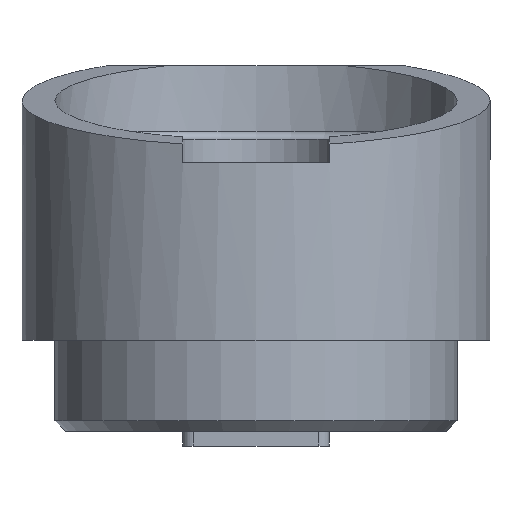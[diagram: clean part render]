
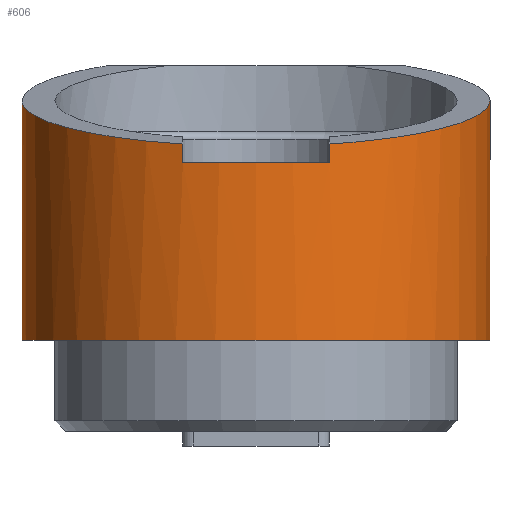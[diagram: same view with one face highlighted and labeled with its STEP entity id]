
A CAD part, left-side view. The second image highlights one B-rep face of the part: STEP entity #606.
In plain terms, the highlighted cylindrical face has radius 6.4 mm (diameter 12.8 mm), a partial arc.
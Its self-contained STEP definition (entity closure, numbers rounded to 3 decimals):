
#15 = CARTESIAN_POINT ( 'NONE',  ( 2.5, 0., 0. ) ) ;
#18 = DIRECTION ( 'NONE',  ( -1., 0., 0. ) ) ;
#19 = DIRECTION ( 'NONE',  ( 0., 0., 1. ) ) ;
#22 = CARTESIAN_POINT ( 'NONE',  ( -34.066, 0., 6.4 ) ) ;
#24 = CARTESIAN_POINT ( 'NONE',  ( 7.35, 6.079, -2. ) ) ;
#85 = CARTESIAN_POINT ( 'NONE',  ( 7.35, 0., 0. ) ) ;
#88 = DIRECTION ( 'NONE',  ( -1., 0., 0. ) ) ;
#95 = DIRECTION ( 'NONE',  ( 0., 0., 1. ) ) ;
#118 = CARTESIAN_POINT ( 'NONE',  ( 9.044, 0., 6.4 ) ) ;
#119 = CARTESIAN_POINT ( 'NONE',  ( -34.066, 6.079, 2. ) ) ;
#121 = DIRECTION ( 'NONE',  ( -1., 0., 0. ) ) ;
#187 = VECTOR ( 'NONE', #1115, 1000. ) ;
#191 = LINE ( 'NONE', #1114, #187 ) ;
#203 =( BOUNDED_CURVE ( )  B_SPLINE_CURVE ( 3, ( #1083, #980, #1020, #968 ),
 .UNSPECIFIED., .F., .F. ) 
 B_SPLINE_CURVE_WITH_KNOTS ( ( 4, 4 ),
 ( 0.318, 1.571 ),
 .UNSPECIFIED. ) 
 CURVE ( )  GEOMETRIC_REPRESENTATION_ITEM ( )  RATIONAL_B_SPLINE_CURVE ( ( 1., 0.873, 0.873, 1. ) ) 
 REPRESENTATION_ITEM ( '' )  );
#229 = CARTESIAN_POINT ( 'NONE',  ( 9.044, 0., 6.4 ) ) ;
#260 = CARTESIAN_POINT ( 'NONE',  ( 2.5, 0., -6.4 ) ) ;
#266 = CARTESIAN_POINT ( 'NONE',  ( 8.487, 2.864, 6.4 ) ) ;
#277 = DIRECTION ( 'NONE',  ( -1., 0., 0. ) ) ;
#313 = CARTESIAN_POINT ( 'NONE',  ( 8.036, 5.184, 4.721 ) ) ;
#315 = CARTESIAN_POINT ( 'NONE',  ( 7.862, 6.079, 2. ) ) ;
#328 =( BOUNDED_CURVE ( )  B_SPLINE_CURVE ( 3, ( #229, #266, #313, #315 ),
 .UNSPECIFIED., .F., .F. ) 
 B_SPLINE_CURVE_WITH_KNOTS ( ( 4, 4 ),
 ( 4.712, 5.965 ),
 .UNSPECIFIED. ) 
 CURVE ( )  GEOMETRIC_REPRESENTATION_ITEM ( )  RATIONAL_B_SPLINE_CURVE ( ( 1., 0.873, 0.873, 1. ) ) 
 REPRESENTATION_ITEM ( '' )  );
#407 = DIRECTION ( 'NONE',  ( -1., 0., 0. ) ) ;
#410 = VECTOR ( 'NONE', #121, 1000. ) ;
#411 = LINE ( 'NONE', #119, #410 ) ;
#423 = VECTOR ( 'NONE', #407, 1000. ) ;
#424 = CIRCLE ( 'NONE', #484, 6.4 ) ;
#426 = LINE ( 'NONE', #22, #423 ) ;
#434 = CYLINDRICAL_SURFACE ( 'NONE', #520, 6.4 ) ;
#440 = FACE_OUTER_BOUND ( 'NONE', #517, .T. ) ;
#454 = VECTOR ( 'NONE', #277, 1000. ) ;
#456 = CIRCLE ( 'NONE', #526, 6.4 ) ;
#468 = LINE ( 'NONE', #1039, #454 ) ;
#480 = EDGE_CURVE ( 'NONE', #513, #524, #468, .T. ) ;
#484 = AXIS2_PLACEMENT_3D ( 'NONE', #85, #88, #95 ) ;
#505 = CARTESIAN_POINT ( 'NONE',  ( 7.862, 6.079, -2. ) ) ;
#513 = VERTEX_POINT ( 'NONE', #534 ) ;
#517 = EDGE_LOOP ( 'NONE', ( #1040, #1038, #1036, #1041, #1030, #1032, #1028, #1029 ) ) ;
#520 = AXIS2_PLACEMENT_3D ( 'NONE', #1093, #979, #1090 ) ;
#524 = VERTEX_POINT ( 'NONE', #260 ) ;
#526 = AXIS2_PLACEMENT_3D ( 'NONE', #15, #18, #19 ) ;
#532 = CARTESIAN_POINT ( 'NONE',  ( 2.5, 0., 6.4 ) ) ;
#534 = CARTESIAN_POINT ( 'NONE',  ( 9.044, 0., -6.4 ) ) ;
#599 = VERTEX_POINT ( 'NONE', #954 ) ;
#606 = ADVANCED_FACE ( 'NONE', ( #440 ), #434, .T. ) ;
#619 = EDGE_CURVE ( 'NONE', #810, #513, #203, .T. ) ;
#623 = EDGE_CURVE ( 'NONE', #804, #524, #456, .T. ) ;
#640 = EDGE_CURVE ( 'NONE', #1013, #804, #426, .T. ) ;
#641 = VERTEX_POINT ( 'NONE', #24 ) ;
#651 = EDGE_CURVE ( 'NONE', #955, #641, #424, .T. ) ;
#668 = EDGE_CURVE ( 'NONE', #599, #955, #411, .T. ) ;
#727 = EDGE_CURVE ( 'NONE', #1013, #599, #328, .T. ) ;
#804 = VERTEX_POINT ( 'NONE', #532 ) ;
#810 = VERTEX_POINT ( 'NONE', #505 ) ;
#954 = CARTESIAN_POINT ( 'NONE',  ( 7.862, 6.079, 2. ) ) ;
#955 = VERTEX_POINT ( 'NONE', #1077 ) ;
#961 = EDGE_CURVE ( 'NONE', #641, #810, #191, .T. ) ;
#968 = CARTESIAN_POINT ( 'NONE',  ( 9.044, 0., -6.4 ) ) ;
#979 = DIRECTION ( 'NONE',  ( -1., 0., 0. ) ) ;
#980 = CARTESIAN_POINT ( 'NONE',  ( 8.036, 5.184, -4.721 ) ) ;
#1013 = VERTEX_POINT ( 'NONE', #118 ) ;
#1020 = CARTESIAN_POINT ( 'NONE',  ( 8.487, 2.864, -6.4 ) ) ;
#1028 = ORIENTED_EDGE ( 'NONE', *, *, #651, .T. ) ;
#1029 = ORIENTED_EDGE ( 'NONE', *, *, #961, .T. ) ;
#1030 = ORIENTED_EDGE ( 'NONE', *, *, #727, .T. ) ;
#1032 = ORIENTED_EDGE ( 'NONE', *, *, #668, .T. ) ;
#1036 = ORIENTED_EDGE ( 'NONE', *, *, #623, .F. ) ;
#1038 = ORIENTED_EDGE ( 'NONE', *, *, #480, .T. ) ;
#1039 = CARTESIAN_POINT ( 'NONE',  ( -34.066, 0., -6.4 ) ) ;
#1040 = ORIENTED_EDGE ( 'NONE', *, *, #619, .T. ) ;
#1041 = ORIENTED_EDGE ( 'NONE', *, *, #640, .F. ) ;
#1077 = CARTESIAN_POINT ( 'NONE',  ( 7.35, 6.079, 2. ) ) ;
#1083 = CARTESIAN_POINT ( 'NONE',  ( 7.862, 6.079, -2. ) ) ;
#1090 = DIRECTION ( 'NONE',  ( 0., 0., 1. ) ) ;
#1093 = CARTESIAN_POINT ( 'NONE',  ( -34.066, 0., 0. ) ) ;
#1114 = CARTESIAN_POINT ( 'NONE',  ( -34.066, 6.079, -2. ) ) ;
#1115 = DIRECTION ( 'NONE',  ( 1., 0., 0. ) ) ;
